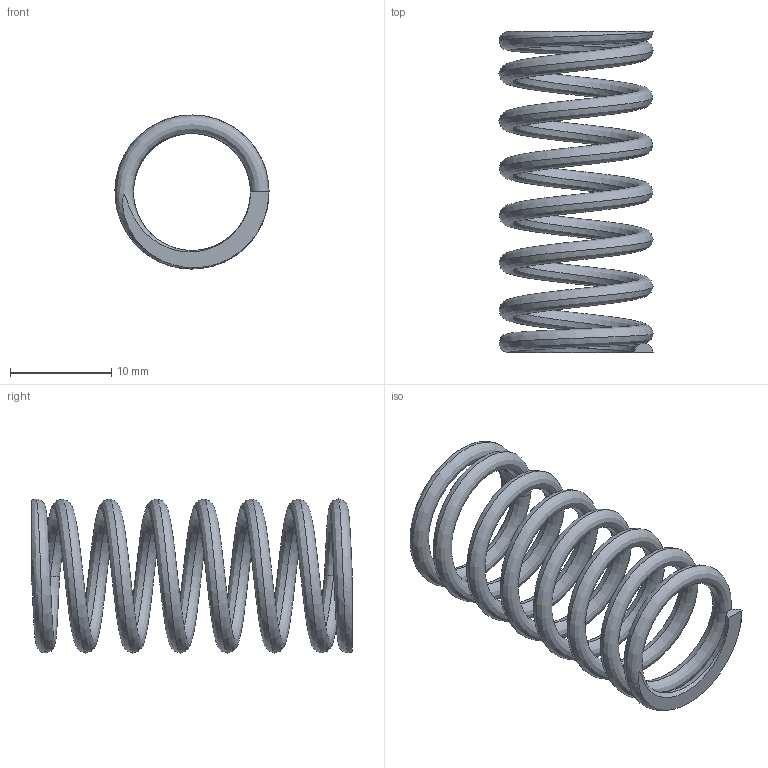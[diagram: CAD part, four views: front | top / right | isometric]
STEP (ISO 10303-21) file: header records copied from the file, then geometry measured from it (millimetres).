
FILE_DESCRIPTION (( 'STEP AP203' ), '1' );
FILE_NAME ('9435K137.STEP', '2018-12-06T20:11:46', ( '' ), ( '' ), 'SwSTEP 2.0', 'SolidWorks 2014', '' );
FILE_SCHEMA (( 'CONFIG_CONTROL_DESIGN' ));
Length unit declared in the file: inch
Products named in the file (1): 9435K137
Bounding box: 15.24 x 31.75 x 15.24 mm (x, y, z)
Volume: 872.6 mm3; surface area: 1933.3 mm2
Topology: 1 solids, 1 shells, 10 faces, 17 edges, 9 vertices
Faces by surface type: bspline 6, plane 4
Entity records: 4513 total; most frequent: CARTESIAN_POINT 4303, ORIENTED_EDGE 34, EDGE_CURVE 17, DIRECTION 14, ADVANCED_FACE 10, EDGE_LOOP 10, FACE_OUTER_BOUND 10, VERTEX_POINT 9
